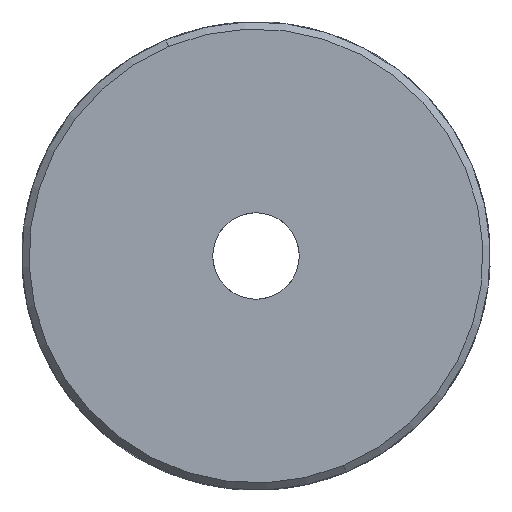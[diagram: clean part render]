
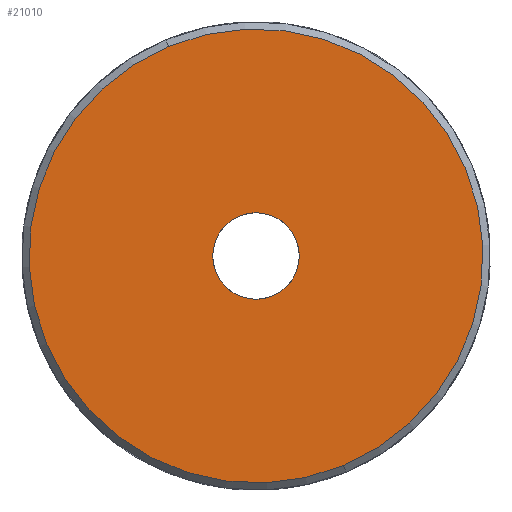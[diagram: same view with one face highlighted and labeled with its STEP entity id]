
A CAD part, left-side view. The second image highlights one B-rep face of the part: STEP entity #21010.
In plain terms, the highlighted face is planar.
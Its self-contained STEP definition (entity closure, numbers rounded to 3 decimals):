
#20424=CARTESIAN_POINT('',(0.,0.,0.));
#20425=DIRECTION('',(0.,0.,1.));
#20426=DIRECTION('',(-1.,0.,0.));
#20427=AXIS2_PLACEMENT_3D('',#20424,#20425,#20426);
#20429=CARTESIAN_POINT('',(0.,0.,0.));
#20430=DIRECTION('',(0.,0.,1.));
#20431=DIRECTION('',(1.,0.,0.));
#20432=AXIS2_PLACEMENT_3D('',#20429,#20430,#20431);
#20850=CARTESIAN_POINT('',(0.,0.,0.));
#20851=DIRECTION('',(0.,0.,1.));
#20852=DIRECTION('',(-1.,0.,0.));
#20853=AXIS2_PLACEMENT_3D('',#20850,#20851,#20852);
#20859=CARTESIAN_POINT('',(0.,0.,0.));
#20860=DIRECTION('',(0.,0.,1.));
#20861=DIRECTION('',(1.,0.,0.));
#20862=AXIS2_PLACEMENT_3D('',#20859,#20860,#20861);
#20873=CARTESIAN_POINT('',(31.5,0.,0.));
#20874=CARTESIAN_POINT('',(-31.5,0.,0.));
#20875=VERTEX_POINT('',#20873);
#20876=VERTEX_POINT('',#20874);
#20899=CARTESIAN_POINT('',(6.,0.,0.));
#20900=CARTESIAN_POINT('',(-6.,0.,0.));
#20901=VERTEX_POINT('',#20899);
#20902=VERTEX_POINT('',#20900);
#20994=CARTESIAN_POINT('',(0.,0.,0.));
#20995=DIRECTION('',(0.,0.,1.));
#20996=DIRECTION('',(1.,0.,0.));
#20997=AXIS2_PLACEMENT_3D('',#20994,#20995,#20996);
#20998=PLANE('',#20997);
#21000=ORIENTED_EDGE('',*,*,#20999,.T.);
#21001=ORIENTED_EDGE('',*,*,#20983,.T.);
#21002=EDGE_LOOP('',(#21000,#21001));
#21003=FACE_OUTER_BOUND('',#21002,.F.);
#21005=ORIENTED_EDGE('',*,*,#21004,.F.);
#21007=ORIENTED_EDGE('',*,*,#21006,.F.);
#21008=EDGE_LOOP('',(#21005,#21007));
#21009=FACE_BOUND('',#21008,.F.);
#21010=ADVANCED_FACE('',(#21003,#21009),#20998,.F.);
#20428=CIRCLE('',#20427,31.5);
#20433=CIRCLE('',#20432,31.5);
#20854=CIRCLE('',#20853,6.);
#20863=CIRCLE('',#20862,6.);
#20983=EDGE_CURVE('',#20875,#20876,#20433,.T.);
#20999=EDGE_CURVE('',#20876,#20875,#20428,.T.);
#21004=EDGE_CURVE('',#20901,#20902,#20863,.T.);
#21006=EDGE_CURVE('',#20902,#20901,#20854,.T.);
